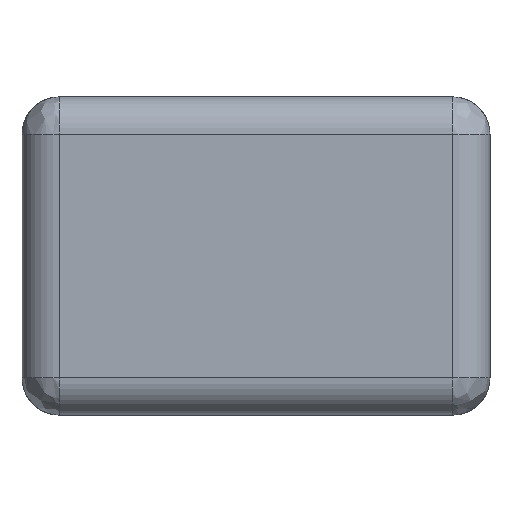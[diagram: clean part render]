
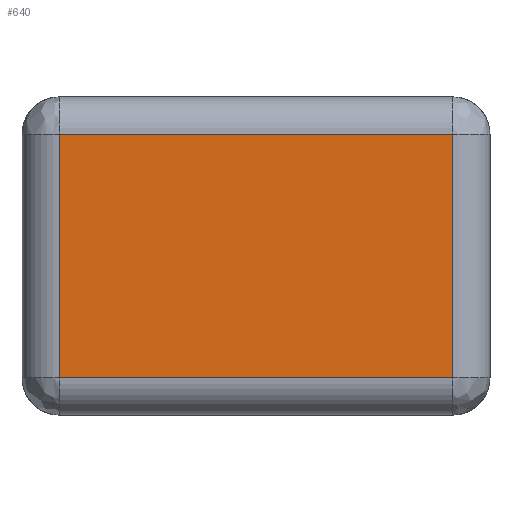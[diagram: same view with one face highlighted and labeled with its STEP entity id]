
A CAD part, left-side view. The second image highlights one B-rep face of the part: STEP entity #640.
In plain terms, the highlighted planar face has unit normal (-1, 0, 0).
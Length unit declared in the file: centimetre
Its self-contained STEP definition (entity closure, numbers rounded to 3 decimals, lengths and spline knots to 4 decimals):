
#109 = ORIENTED_EDGE ( 'NONE', *, *, #1857, .F. ) ;
#232 = LINE ( 'NONE', #2238, #1664 ) ;
#325 = CARTESIAN_POINT ( 'NONE',  ( -0.1, -0.0525, 0.01 ) ) ;
#408 = LINE ( 'NONE', #2033, #3092 ) ;
#497 = EDGE_CURVE ( 'NONE', #2586, #2786, #408, .T. ) ;
#515 = DIRECTION ( 'NONE',  ( 0., 0., 1. ) ) ;
#583 = EDGE_LOOP ( 'NONE', ( #2560, #609, #109, #1465 ) ) ;
#609 = ORIENTED_EDGE ( 'NONE', *, *, #1264, .F. ) ;
#634 = DIRECTION ( 'NONE',  ( 0., -1., 0. ) ) ;
#640 = ADVANCED_FACE ( 'NONE', ( #1710 ), #1549, .T. ) ;
#705 = DIRECTION ( 'NONE',  ( 0., 0., -1. ) ) ;
#721 = LINE ( 'NONE', #841, #3482 ) ;
#726 = VERTEX_POINT ( 'NONE', #799 ) ;
#799 = CARTESIAN_POINT ( 'NONE',  ( -0.1, 0.0525, 0.01 ) ) ;
#841 = CARTESIAN_POINT ( 'NONE',  ( -0.1, 0., 0.01 ) ) ;
#1006 = VERTEX_POINT ( 'NONE', #2040 ) ;
#1052 = CARTESIAN_POINT ( 'NONE',  ( -0.1, 0.0525, 0. ) ) ;
#1188 = CARTESIAN_POINT ( 'NONE',  ( -0.1, -0.0525, 0.075 ) ) ;
#1264 = EDGE_CURVE ( 'NONE', #1006, #2586, #232, .T. ) ;
#1294 = DIRECTION ( 'NONE',  ( -1., 0., 0. ) ) ;
#1465 = ORIENTED_EDGE ( 'NONE', *, *, #3245, .F. ) ;
#1549 = PLANE ( 'NONE',  #2121 ) ;
#1664 = VECTOR ( 'NONE', #634, 100. ) ;
#1710 = FACE_OUTER_BOUND ( 'NONE', #583, .T. ) ;
#1857 = EDGE_CURVE ( 'NONE', #726, #1006, #3206, .T. ) ;
#1905 = DIRECTION ( 'NONE',  ( 0., 1., 0. ) ) ;
#2033 = CARTESIAN_POINT ( 'NONE',  ( -0.1, -0.0525, 0. ) ) ;
#2040 = CARTESIAN_POINT ( 'NONE',  ( -0.1, 0.0525, 0.075 ) ) ;
#2121 = AXIS2_PLACEMENT_3D ( 'NONE', #2906, #1294, #3171 ) ;
#2238 = CARTESIAN_POINT ( 'NONE',  ( -0.1, 0., 0.075 ) ) ;
#2495 = VECTOR ( 'NONE', #515, 100. ) ;
#2560 = ORIENTED_EDGE ( 'NONE', *, *, #497, .F. ) ;
#2586 = VERTEX_POINT ( 'NONE', #1188 ) ;
#2786 = VERTEX_POINT ( 'NONE', #325 ) ;
#2906 = CARTESIAN_POINT ( 'NONE',  ( -0.1, 0., 0. ) ) ;
#3092 = VECTOR ( 'NONE', #705, 100. ) ;
#3171 = DIRECTION ( 'NONE',  ( 0., 0., 1. ) ) ;
#3206 = LINE ( 'NONE', #1052, #2495 ) ;
#3245 = EDGE_CURVE ( 'NONE', #2786, #726, #721, .T. ) ;
#3482 = VECTOR ( 'NONE', #1905, 100. ) ;
